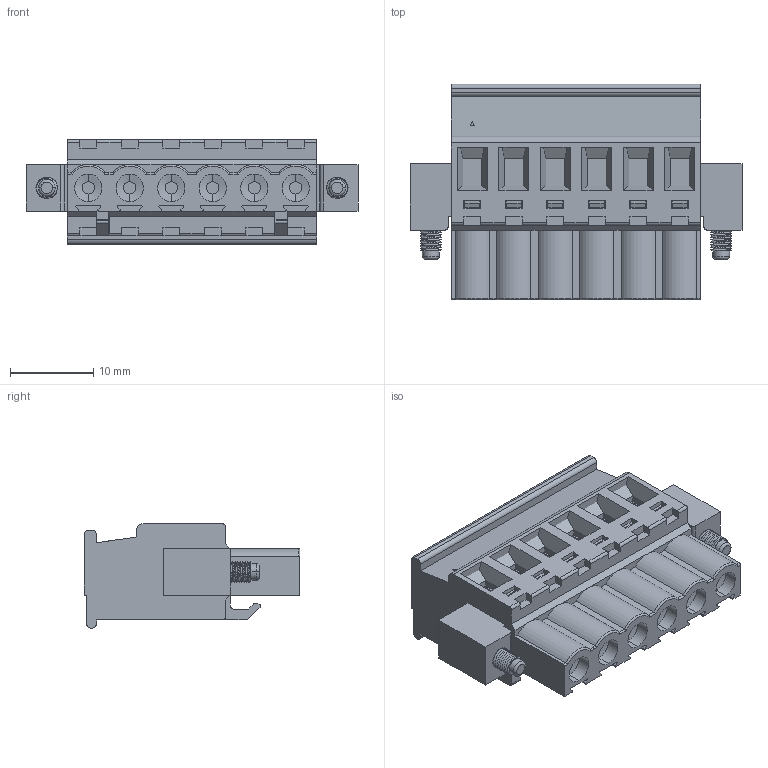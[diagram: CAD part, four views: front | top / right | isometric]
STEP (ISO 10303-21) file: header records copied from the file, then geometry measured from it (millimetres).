
FILE_DESCRIPTION (( 'STEP AP214' ), '1' );
FILE_NAME ('2EDGKBM-5.0-06P-14-00AH.STEP', '2021-03-08T21:29:31', ( '' ), ( '' ), 'SwSTEP 2.0', 'SolidWorks 2020', '' );
FILE_SCHEMA (( 'AUTOMOTIVE_DESIGN' ));
Length unit declared in the file: millimetre
Products named in the file (1): 2EDGKBM-5.0-06P-14-00AH
Bounding box: 40 x 26 x 12.6 mm (x, y, z)
Volume: 6225.5 mm3; surface area: 5247.9 mm2
Topology: 1 solids, 1 shells, 1005 faces, 2584 edges, 1676 vertices
Faces by surface type: plane 627, cylinder 145, bspline 145, torus 60, cone 28
Entity records: 44762 total; most frequent: CARTESIAN_POINT 15619, ORIENTED_EDGE 5166, DIRECTION 4336, EDGE_CURVE 2583, LINE 1772, VECTOR 1772, VERTEX_POINT 1674, AXIS2_PLACEMENT_3D 1282
